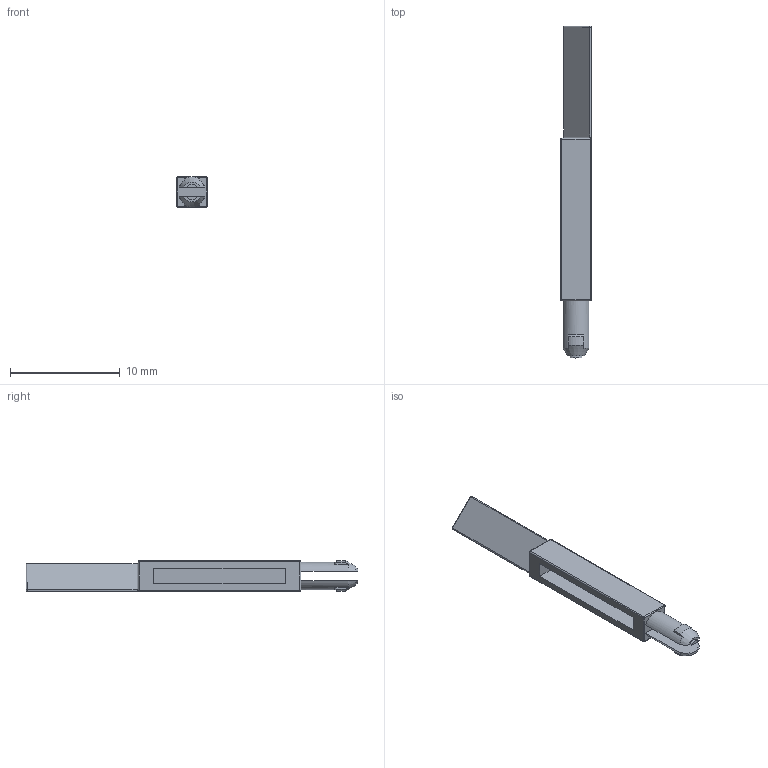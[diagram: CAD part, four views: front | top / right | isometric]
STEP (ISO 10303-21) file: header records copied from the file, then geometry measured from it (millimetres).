
FILE_DESCRIPTION((''),'2;1');
FILE_NAME('CODE','2017-09-15T',('tl.yang'),(''),'PRO/ENGINEER BY PARAMETRIC TECHNOLOGY CORPORATION, 2011500','PRO/ENGINEER BY PARAMETRIC TECHNOLOGY CORPORATION, 2011500','');
FILE_SCHEMA(('CONFIG_CONTROL_DESIGN'));
Length unit declared in the file: millimetre
Products named in the file (1): CODE
Bounding box: 2.8 x 30.2 x 2.8 mm (x, y, z)
Volume: 131.5 mm3; surface area: 371.1 mm2
Topology: 1 solids, 1 shells, 65 faces, 144 edges, 84 vertices
Faces by surface type: cylinder 24, plane 23, sphere 10, cone 4, bspline 2, torus 2
Entity records: 2044 total; most frequent: CARTESIAN_POINT 573, DIRECTION 310, ORIENTED_EDGE 288, EDGE_CURVE 144, AXIS2_PLACEMENT_3D 119, VERTEX_POINT 84, VECTOR 72, LINE 72
